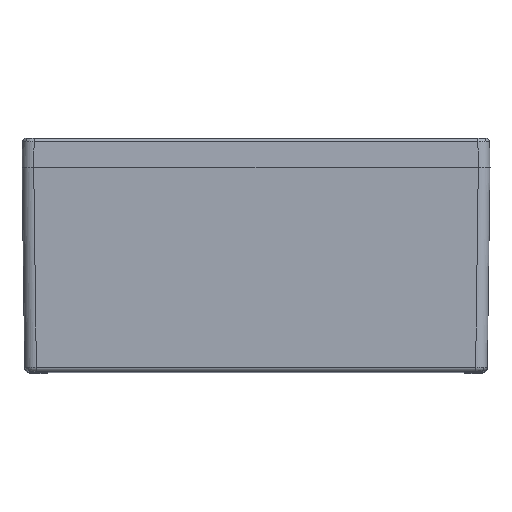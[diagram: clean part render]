
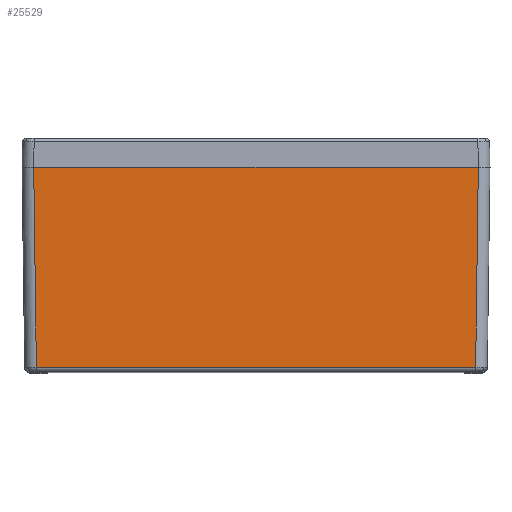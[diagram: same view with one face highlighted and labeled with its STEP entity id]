
A CAD part, top view. The second image highlights one B-rep face of the part: STEP entity #25529.
In plain terms, the highlighted planar face has unit normal (0, -0.013, 1).
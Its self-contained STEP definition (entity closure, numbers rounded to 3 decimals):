
#1942 = FACE_OUTER_BOUND ( 'NONE', #25527, .T. ) ;
#1947 = AXIS2_PLACEMENT_3D ( 'NONE', #2031, #2030, #2029 ) ;
#2023 = PLANE ( 'NONE',  #1947 ) ;
#2029 = DIRECTION ( 'NONE',  ( 0., -1., -0.013 ) ) ;
#2030 = DIRECTION ( 'NONE',  ( 0., -0.013, 1. ) ) ;
#2031 = CARTESIAN_POINT ( 'NONE',  ( -200.5, 2., 203. ) ) ;
#3114 = CARTESIAN_POINT ( 'NONE',  ( -188.202, -171.553, 200.701 ) ) ;
#3129 = DIRECTION ( 'NONE',  ( 0.013, 1., 0.013 ) ) ;
#3130 = VECTOR ( 'NONE', #3129, 1000. ) ;
#3132 = CARTESIAN_POINT ( 'NONE',  ( 190.432, -3.178, 202.931 ) ) ;
#3133 = LINE ( 'NONE', #3132, #3130 ) ;
#3195 = DIRECTION ( 'NONE',  ( 1., 0., 0. ) ) ;
#3196 = VECTOR ( 'NONE', #3195, 1000. ) ;
#3197 = CARTESIAN_POINT ( 'NONE',  ( 188.149, -171.553, 200.701 ) ) ;
#3198 = LINE ( 'NONE', #3197, #3196 ) ;
#3199 = DIRECTION ( 'NONE',  ( 0.013, -1., -0.013 ) ) ;
#3202 = VECTOR ( 'NONE', #3199, 1000. ) ;
#3203 = CARTESIAN_POINT ( 'NONE',  ( -190.503, 2.132, 203.002 ) ) ;
#3211 = LINE ( 'NONE', #3203, #3202 ) ;
#8384 = CARTESIAN_POINT ( 'NONE',  ( 188.202, -171.553, 200.701 ) ) ;
#9870 = CARTESIAN_POINT ( 'NONE',  ( 190.468, -0.5, 202.967 ) ) ;
#9899 = CARTESIAN_POINT ( 'NONE',  ( -190.468, -0.5, 202.967 ) ) ;
#9918 = LINE ( 'NONE', #9958, #9957 ) ;
#9956 = DIRECTION ( 'NONE',  ( 1., 0., 0. ) ) ;
#9957 = VECTOR ( 'NONE', #9956, 1000. ) ;
#9958 = CARTESIAN_POINT ( 'NONE',  ( -200.5, -0.5, 202.967 ) ) ;
#25527 = EDGE_LOOP ( 'NONE', ( #25811, #25797, #25796, #25804 ) ) ;
#25529 = ADVANCED_FACE ( 'NONE', ( #1942 ), #2023, .T. ) ;
#25795 = VERTEX_POINT ( 'NONE', #3114 ) ;
#25796 = ORIENTED_EDGE ( 'NONE', *, *, #25798, .T. ) ;
#25797 = ORIENTED_EDGE ( 'NONE', *, *, #25812, .T. ) ;
#25798 = EDGE_CURVE ( 'NONE', #27104, #27670, #3133, .T. ) ;
#25804 = ORIENTED_EDGE ( 'NONE', *, *, #27683, .F. ) ;
#25809 = EDGE_CURVE ( 'NONE', #27673, #25795, #3211, .T. ) ;
#25811 = ORIENTED_EDGE ( 'NONE', *, *, #25809, .T. ) ;
#25812 = EDGE_CURVE ( 'NONE', #25795, #27104, #3198, .T. ) ;
#27104 = VERTEX_POINT ( 'NONE', #8384 ) ;
#27670 = VERTEX_POINT ( 'NONE', #9870 ) ;
#27673 = VERTEX_POINT ( 'NONE', #9899 ) ;
#27683 = EDGE_CURVE ( 'NONE', #27673, #27670, #9918, .T. ) ;
